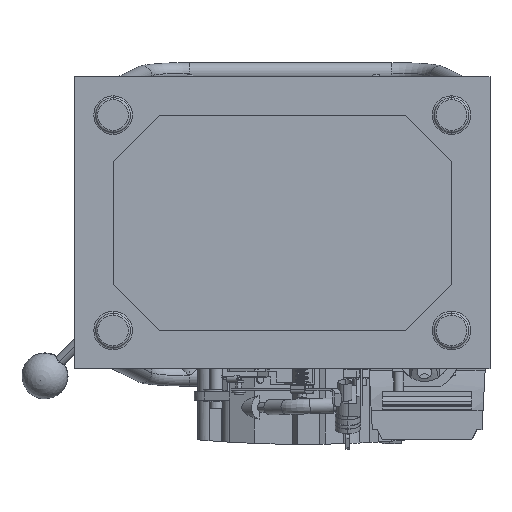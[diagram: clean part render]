
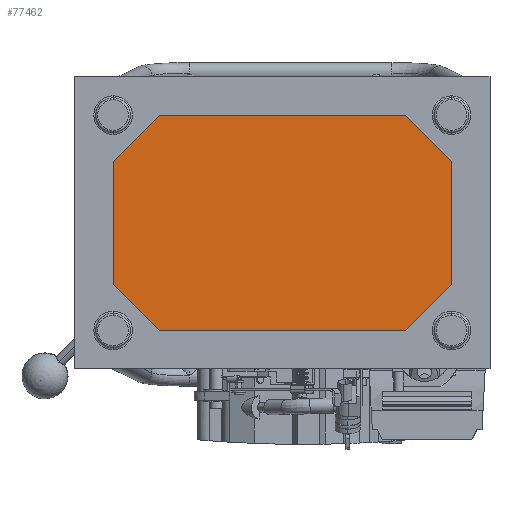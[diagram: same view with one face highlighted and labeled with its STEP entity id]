
A CAD part, front view. The second image highlights one B-rep face of the part: STEP entity #77462.
In plain terms, the highlighted planar face has unit normal (0, -1, 0).
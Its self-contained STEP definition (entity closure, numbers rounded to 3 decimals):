
#1841 = ORIENTED_EDGE ( 'NONE', *, *, #97605, .T. ) ;
#2339 = LINE ( 'NONE', #60623, #23097 ) ;
#4236 = EDGE_CURVE ( 'NONE', #98049, #5173, #73641, .T. ) ;
#5173 = VERTEX_POINT ( 'NONE', #82432 ) ;
#6378 = LINE ( 'NONE', #68605, #64275 ) ;
#6614 = CARTESIAN_POINT ( 'NONE',  ( -224.424, 37.434, 277.962 ) ) ;
#7222 = CARTESIAN_POINT ( 'NONE',  ( 16.876, 37.434, 316.062 ) ) ;
#10960 = CARTESIAN_POINT ( 'NONE',  ( -224.424, 37.434, 277.962 ) ) ;
#11674 = VERTEX_POINT ( 'NONE', #104665 ) ;
#12417 = EDGE_CURVE ( 'NONE', #38996, #16031, #2339, .T. ) ;
#13127 = DIRECTION ( 'NONE',  ( 0.707, 0., 0.707 ) ) ;
#16031 = VERTEX_POINT ( 'NONE', #112298 ) ;
#18285 = DIRECTION ( 'NONE',  ( 1., 0., 0. ) ) ;
#22939 = LINE ( 'NONE', #102979, #110153 ) ;
#23097 = VECTOR ( 'NONE', #100632, 1000. ) ;
#23819 = DIRECTION ( 'NONE',  ( 0., 0., 1. ) ) ;
#28223 = EDGE_CURVE ( 'NONE', #5173, #38996, #96998, .T. ) ;
#28390 = ORIENTED_EDGE ( 'NONE', *, *, #38207, .T. ) ;
#28407 = CARTESIAN_POINT ( 'NONE',  ( 16.876, 37.434, 138.262 ) ) ;
#29199 = CARTESIAN_POINT ( 'NONE',  ( 54.976, 37.434, 176.362 ) ) ;
#30890 = ORIENTED_EDGE ( 'NONE', *, *, #28223, .T. ) ;
#32760 = ORIENTED_EDGE ( 'NONE', *, *, #4236, .T. ) ;
#34380 = CARTESIAN_POINT ( 'NONE',  ( -224.424, 37.434, 316.062 ) ) ;
#38207 = EDGE_CURVE ( 'NONE', #45128, #98082, #6378, .T. ) ;
#38996 = VERTEX_POINT ( 'NONE', #115754 ) ;
#44077 = AXIS2_PLACEMENT_3D ( 'NONE', #34380, #73098, #53461 ) ;
#45128 = VERTEX_POINT ( 'NONE', #10960 ) ;
#47222 = LINE ( 'NONE', #6614, #69436 ) ;
#49980 = ORIENTED_EDGE ( 'NONE', *, *, #12417, .T. ) ;
#50212 = CARTESIAN_POINT ( 'NONE',  ( -224.424, 37.434, 176.362 ) ) ;
#52220 = DIRECTION ( 'NONE',  ( 0.707, 0., -0.707 ) ) ;
#53461 = DIRECTION ( 'NONE',  ( -1., 0., 0. ) ) ;
#53484 = VECTOR ( 'NONE', #52220, 1000. ) ;
#54760 = CARTESIAN_POINT ( 'NONE',  ( -224.424, 37.434, 176.362 ) ) ;
#57971 = VECTOR ( 'NONE', #84579, 1000. ) ;
#60623 = CARTESIAN_POINT ( 'NONE',  ( -186.324, 37.434, 316.062 ) ) ;
#63964 = VERTEX_POINT ( 'NONE', #28407 ) ;
#64275 = VECTOR ( 'NONE', #125654, 1000. ) ;
#64550 = PLANE ( 'NONE',  #44077 ) ;
#68605 = CARTESIAN_POINT ( 'NONE',  ( -224.424, 37.434, 176.362 ) ) ;
#69436 = VECTOR ( 'NONE', #117365, 1000. ) ;
#70201 = ORIENTED_EDGE ( 'NONE', *, *, #103959, .T. ) ;
#73098 = DIRECTION ( 'NONE',  ( 0., 1., 0. ) ) ;
#73641 = LINE ( 'NONE', #113653, #119706 ) ;
#74223 = EDGE_CURVE ( 'NONE', #98082, #11674, #82326, .T. ) ;
#77462 = ADVANCED_FACE ( 'NONE', ( #124202 ), #64550, .F. ) ;
#82326 = LINE ( 'NONE', #54760, #53484 ) ;
#82432 = CARTESIAN_POINT ( 'NONE',  ( 54.976, 37.434, 277.962 ) ) ;
#84579 = DIRECTION ( 'NONE',  ( -0.707, 0., 0.707 ) ) ;
#96998 = LINE ( 'NONE', #7222, #57971 ) ;
#97605 = EDGE_CURVE ( 'NONE', #63964, #98049, #22939, .T. ) ;
#97609 = LINE ( 'NONE', #117933, #125414 ) ;
#98049 = VERTEX_POINT ( 'NONE', #29199 ) ;
#98082 = VERTEX_POINT ( 'NONE', #50212 ) ;
#99596 = ORIENTED_EDGE ( 'NONE', *, *, #100903, .T. ) ;
#100632 = DIRECTION ( 'NONE',  ( -1., 0., 0. ) ) ;
#100903 = EDGE_CURVE ( 'NONE', #11674, #63964, #97609, .T. ) ;
#102979 = CARTESIAN_POINT ( 'NONE',  ( 16.876, 37.434, 138.262 ) ) ;
#103959 = EDGE_CURVE ( 'NONE', #16031, #45128, #47222, .T. ) ;
#104665 = CARTESIAN_POINT ( 'NONE',  ( -186.324, 37.434, 138.262 ) ) ;
#110153 = VECTOR ( 'NONE', #13127, 1000. ) ;
#112298 = CARTESIAN_POINT ( 'NONE',  ( -186.324, 37.434, 316.062 ) ) ;
#113653 = CARTESIAN_POINT ( 'NONE',  ( 54.976, 37.434, 176.362 ) ) ;
#115754 = CARTESIAN_POINT ( 'NONE',  ( 16.876, 37.434, 316.062 ) ) ;
#117164 = EDGE_LOOP ( 'NONE', ( #28390, #125847, #99596, #1841, #32760, #30890, #49980, #70201 ) ) ;
#117365 = DIRECTION ( 'NONE',  ( -0.707, 0., -0.707 ) ) ;
#117933 = CARTESIAN_POINT ( 'NONE',  ( -186.324, 37.434, 138.262 ) ) ;
#119706 = VECTOR ( 'NONE', #23819, 1000. ) ;
#124202 = FACE_OUTER_BOUND ( 'NONE', #117164, .T. ) ;
#125414 = VECTOR ( 'NONE', #18285, 1000. ) ;
#125654 = DIRECTION ( 'NONE',  ( 0., 0., -1. ) ) ;
#125847 = ORIENTED_EDGE ( 'NONE', *, *, #74223, .T. ) ;
